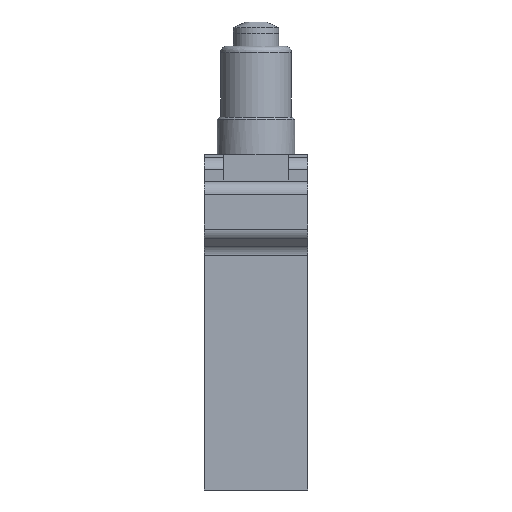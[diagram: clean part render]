
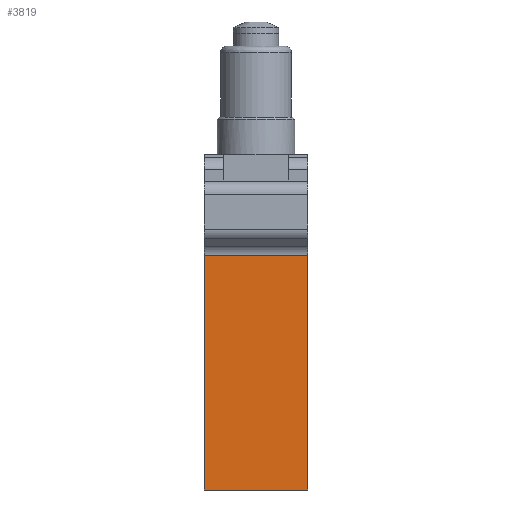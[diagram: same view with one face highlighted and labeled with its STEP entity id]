
A CAD part, left-side view. The second image highlights one B-rep face of the part: STEP entity #3819.
In plain terms, the highlighted planar face has unit normal (-1, 0, 0).
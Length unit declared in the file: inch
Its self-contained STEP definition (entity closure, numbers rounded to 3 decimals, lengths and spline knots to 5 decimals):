
#234 = CARTESIAN_POINT ( 'NONE',  ( -0.59055, 0., -1.5748 ) ) ;
#652 = CARTESIAN_POINT ( 'NONE',  ( -0.59055, -0.62992, -0.61024 ) ) ;
#704 = PLANE ( 'NONE',  #1721 ) ;
#768 = FACE_OUTER_BOUND ( 'NONE', #2995, .T. ) ;
#773 = ORIENTED_EDGE ( 'NONE', *, *, #917, .T. ) ;
#799 = VECTOR ( 'NONE', #1982, 39.37008 ) ;
#917 = EDGE_CURVE ( 'NONE', #1239, #5858, #3816, .T. ) ;
#1239 = VERTEX_POINT ( 'NONE', #2286 ) ;
#1263 = DIRECTION ( 'NONE',  ( 0., 0., 1. ) ) ;
#1721 = AXIS2_PLACEMENT_3D ( 'NONE', #234, #1862, #1263 ) ;
#1858 = LINE ( 'NONE', #5136, #5204 ) ;
#1862 = DIRECTION ( 'NONE',  ( -1., 0., 0. ) ) ;
#1929 = DIRECTION ( 'NONE',  ( 0., 1., 0. ) ) ;
#1982 = DIRECTION ( 'NONE',  ( 0., -1., 0. ) ) ;
#2148 = CARTESIAN_POINT ( 'NONE',  ( -0.59055, -0.62992, -1.69291 ) ) ;
#2261 = CARTESIAN_POINT ( 'NONE',  ( -0.59055, 0., -1.69291 ) ) ;
#2286 = CARTESIAN_POINT ( 'NONE',  ( -0.59055, 0., -0.26687 ) ) ;
#2995 = EDGE_LOOP ( 'NONE', ( #3878, #3600, #5587, #773 ) ) ;
#3128 = VERTEX_POINT ( 'NONE', #2148 ) ;
#3197 = CARTESIAN_POINT ( 'NONE',  ( -0.59055, 0., -1.5748 ) ) ;
#3264 = EDGE_CURVE ( 'NONE', #5858, #3128, #3770, .T. ) ;
#3600 = ORIENTED_EDGE ( 'NONE', *, *, #6197, .T. ) ;
#3755 = VECTOR ( 'NONE', #5027, 39.37008 ) ;
#3770 = LINE ( 'NONE', #5264, #799 ) ;
#3816 = LINE ( 'NONE', #3197, #5232 ) ;
#3819 = ADVANCED_FACE ( 'NONE', ( #768 ), #704, .T. ) ;
#3878 = ORIENTED_EDGE ( 'NONE', *, *, #3264, .T. ) ;
#4185 = VERTEX_POINT ( 'NONE', #5744 ) ;
#5027 = DIRECTION ( 'NONE',  ( 0., 0., 1. ) ) ;
#5038 = EDGE_CURVE ( 'NONE', #4185, #1239, #1858, .T. ) ;
#5136 = CARTESIAN_POINT ( 'NONE',  ( -0.59055, 0., -0.26687 ) ) ;
#5204 = VECTOR ( 'NONE', #1929, 39.37008 ) ;
#5232 = VECTOR ( 'NONE', #7064, 39.37008 ) ;
#5264 = CARTESIAN_POINT ( 'NONE',  ( -0.59055, 0., -1.69291 ) ) ;
#5587 = ORIENTED_EDGE ( 'NONE', *, *, #5038, .T. ) ;
#5744 = CARTESIAN_POINT ( 'NONE',  ( -0.59055, -0.62992, -0.26687 ) ) ;
#5858 = VERTEX_POINT ( 'NONE', #2261 ) ;
#6087 = LINE ( 'NONE', #652, #3755 ) ;
#6197 = EDGE_CURVE ( 'NONE', #3128, #4185, #6087, .T. ) ;
#7064 = DIRECTION ( 'NONE',  ( 0., 0., -1. ) ) ;
